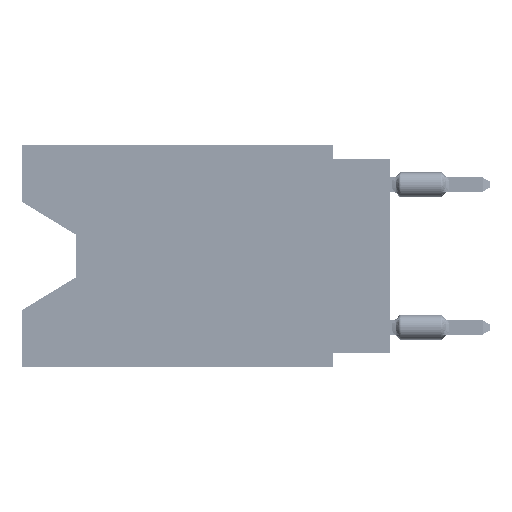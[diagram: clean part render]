
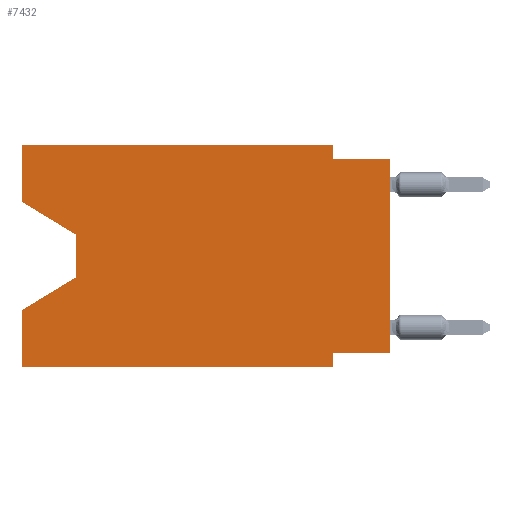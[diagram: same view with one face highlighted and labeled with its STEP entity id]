
A CAD part, left-side view. The second image highlights one B-rep face of the part: STEP entity #7432.
In plain terms, the highlighted planar face has unit normal (-1, 0, 0).
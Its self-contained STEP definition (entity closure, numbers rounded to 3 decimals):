
#374 = VECTOR ( 'NONE', #43652, 1000. ) ;
#4362 = VERTEX_POINT ( 'NONE', #59727 ) ;
#5229 = CARTESIAN_POINT ( 'NONE',  ( 0., 16.383, 0. ) ) ;
#6030 = CARTESIAN_POINT ( 'NONE',  ( 0., 16.383, -2.546 ) ) ;
#6463 = VECTOR ( 'NONE', #36324, 1000. ) ;
#6542 = PLANE ( 'NONE',  #53537 ) ;
#7065 = CARTESIAN_POINT ( 'NONE',  ( 0., 13.97, -5.893 ) ) ;
#7432 = ADVANCED_FACE ( 'NONE', ( #45309 ), #6542, .F. ) ;
#7891 = ORIENTED_EDGE ( 'NONE', *, *, #35287, .F. ) ;
#8482 = CARTESIAN_POINT ( 'NONE',  ( 0., 16.383, -7.36 ) ) ;
#10690 = LINE ( 'NONE', #55732, #16658 ) ;
#10953 = EDGE_CURVE ( 'NONE', #4362, #72270, #20115, .T. ) ;
#11257 = CARTESIAN_POINT ( 'NONE',  ( 0., 0., 0. ) ) ;
#12288 = EDGE_CURVE ( 'NONE', #4362, #30047, #37035, .T. ) ;
#12295 = ORIENTED_EDGE ( 'NONE', *, *, #78084, .T. ) ;
#13056 = EDGE_CURVE ( 'NONE', #43083, #72270, #22440, .T. ) ;
#13728 = ORIENTED_EDGE ( 'NONE', *, *, #10953, .T. ) ;
#16658 = VECTOR ( 'NONE', #49434, 1000. ) ;
#16953 = CARTESIAN_POINT ( 'NONE',  ( 0., 2.54, -9.906 ) ) ;
#17504 = LINE ( 'NONE', #22997, #33184 ) ;
#17924 = DIRECTION ( 'NONE',  ( 0., 0., 1. ) ) ;
#17964 = CARTESIAN_POINT ( 'NONE',  ( 0., 0., -0.635 ) ) ;
#18104 = EDGE_CURVE ( 'NONE', #19083, #63269, #31107, .T. ) ;
#18960 = CARTESIAN_POINT ( 'NONE',  ( 0., 2.54, -0.635 ) ) ;
#19083 = VERTEX_POINT ( 'NONE', #6030 ) ;
#19593 = CARTESIAN_POINT ( 'NONE',  ( 0., 13.97, -5.893 ) ) ;
#20115 = LINE ( 'NONE', #39950, #23534 ) ;
#20374 = LINE ( 'NONE', #39773, #63832 ) ;
#22171 = CARTESIAN_POINT ( 'NONE',  ( 0., 2.54, -9.906 ) ) ;
#22205 = ORIENTED_EDGE ( 'NONE', *, *, #34991, .T. ) ;
#22440 = LINE ( 'NONE', #16953, #6463 ) ;
#22997 = CARTESIAN_POINT ( 'NONE',  ( 0., 16.383, 0. ) ) ;
#23534 = VECTOR ( 'NONE', #34863, 1000. ) ;
#24376 = VECTOR ( 'NONE', #25423, 1000. ) ;
#24799 = CARTESIAN_POINT ( 'NONE',  ( 0., 16.383, 0. ) ) ;
#25423 = DIRECTION ( 'NONE',  ( 0., 0., -1. ) ) ;
#25908 = ORIENTED_EDGE ( 'NONE', *, *, #43016, .F. ) ;
#26227 = EDGE_CURVE ( 'NONE', #19083, #39266, #17504, .T. ) ;
#26978 = VECTOR ( 'NONE', #40061, 1000. ) ;
#30047 = VERTEX_POINT ( 'NONE', #8482 ) ;
#30624 = LINE ( 'NONE', #11257, #78681 ) ;
#31107 = LINE ( 'NONE', #56784, #49924 ) ;
#31435 = ORIENTED_EDGE ( 'NONE', *, *, #26227, .F. ) ;
#32582 = CARTESIAN_POINT ( 'NONE',  ( 0., 2.54, 0. ) ) ;
#32605 = DIRECTION ( 'NONE',  ( 0., -1., 0. ) ) ;
#33184 = VECTOR ( 'NONE', #17924, 1000. ) ;
#34244 = ORIENTED_EDGE ( 'NONE', *, *, #81147, .F. ) ;
#34863 = DIRECTION ( 'NONE',  ( 0., -1., 0. ) ) ;
#34991 = EDGE_CURVE ( 'NONE', #65731, #30047, #39415, .T. ) ;
#35287 = EDGE_CURVE ( 'NONE', #37111, #43083, #10690, .T. ) ;
#36247 = ORIENTED_EDGE ( 'NONE', *, *, #78737, .F. ) ;
#36324 = DIRECTION ( 'NONE',  ( 0., 0., -1. ) ) ;
#37035 = LINE ( 'NONE', #24799, #69602 ) ;
#37111 = VERTEX_POINT ( 'NONE', #76204 ) ;
#39266 = VERTEX_POINT ( 'NONE', #5229 ) ;
#39415 = LINE ( 'NONE', #19593, #69041 ) ;
#39773 = CARTESIAN_POINT ( 'NONE',  ( 0., 16.383, 0. ) ) ;
#39950 = CARTESIAN_POINT ( 'NONE',  ( 0., 16.383, -9.906 ) ) ;
#40061 = DIRECTION ( 'NONE',  ( 0., 0., -1. ) ) ;
#43016 = EDGE_CURVE ( 'NONE', #39266, #78526, #20374, .T. ) ;
#43083 = VERTEX_POINT ( 'NONE', #45240 ) ;
#43548 = EDGE_LOOP ( 'NONE', ( #64296, #12295, #22205, #46258, #13728, #62823, #7891, #44341, #34244, #36247, #25908, #31435 ) ) ;
#43652 = DIRECTION ( 'NONE',  ( 0., -1., 0. ) ) ;
#44341 = ORIENTED_EDGE ( 'NONE', *, *, #63976, .T. ) ;
#44935 = VERTEX_POINT ( 'NONE', #56441 ) ;
#45092 = VERTEX_POINT ( 'NONE', #18960 ) ;
#45240 = CARTESIAN_POINT ( 'NONE',  ( 0., 2.54, -9.271 ) ) ;
#45295 = DIRECTION ( 'NONE',  ( 0., 0.855, -0.519 ) ) ;
#45309 = FACE_OUTER_BOUND ( 'NONE', #43548, .T. ) ;
#46142 = CARTESIAN_POINT ( 'NONE',  ( 0., 16.383, 0. ) ) ;
#46258 = ORIENTED_EDGE ( 'NONE', *, *, #12288, .F. ) ;
#46793 = CARTESIAN_POINT ( 'NONE',  ( 0., 13.97, -4.013 ) ) ;
#49434 = DIRECTION ( 'NONE',  ( 0., 1., 0. ) ) ;
#49924 = VECTOR ( 'NONE', #81222, 1000. ) ;
#50062 = DIRECTION ( 'NONE',  ( 0., 0., 1. ) ) ;
#51824 = LINE ( 'NONE', #77917, #26978 ) ;
#53537 = AXIS2_PLACEMENT_3D ( 'NONE', #46142, #57925, #70984 ) ;
#55732 = CARTESIAN_POINT ( 'NONE',  ( 0., 0., -9.271 ) ) ;
#56290 = DIRECTION ( 'NONE',  ( 0., 0., 1. ) ) ;
#56441 = CARTESIAN_POINT ( 'NONE',  ( 0., 0., -0.635 ) ) ;
#56784 = CARTESIAN_POINT ( 'NONE',  ( 0., 16.383, -2.546 ) ) ;
#57925 = DIRECTION ( 'NONE',  ( 1., 0., 0. ) ) ;
#59727 = CARTESIAN_POINT ( 'NONE',  ( 0., 16.383, -9.906 ) ) ;
#62823 = ORIENTED_EDGE ( 'NONE', *, *, #13056, .F. ) ;
#63269 = VERTEX_POINT ( 'NONE', #46793 ) ;
#63832 = VECTOR ( 'NONE', #32605, 1000. ) ;
#63976 = EDGE_CURVE ( 'NONE', #37111, #44935, #30624, .T. ) ;
#64296 = ORIENTED_EDGE ( 'NONE', *, *, #18104, .T. ) ;
#65731 = VERTEX_POINT ( 'NONE', #7065 ) ;
#66336 = CARTESIAN_POINT ( 'NONE',  ( 0., 2.54, 0. ) ) ;
#69041 = VECTOR ( 'NONE', #45295, 1000. ) ;
#69602 = VECTOR ( 'NONE', #50062, 1000. ) ;
#70473 = LINE ( 'NONE', #32582, #24376 ) ;
#70984 = DIRECTION ( 'NONE',  ( 0., 0., -1. ) ) ;
#72270 = VERTEX_POINT ( 'NONE', #22171 ) ;
#76204 = CARTESIAN_POINT ( 'NONE',  ( 0., 0., -9.271 ) ) ;
#77295 = LINE ( 'NONE', #17964, #374 ) ;
#77917 = CARTESIAN_POINT ( 'NONE',  ( 0., 13.97, -4.013 ) ) ;
#78084 = EDGE_CURVE ( 'NONE', #63269, #65731, #51824, .T. ) ;
#78526 = VERTEX_POINT ( 'NONE', #66336 ) ;
#78681 = VECTOR ( 'NONE', #56290, 1000. ) ;
#78737 = EDGE_CURVE ( 'NONE', #78526, #45092, #70473, .T. ) ;
#81147 = EDGE_CURVE ( 'NONE', #45092, #44935, #77295, .T. ) ;
#81222 = DIRECTION ( 'NONE',  ( 0., -0.855, -0.519 ) ) ;
